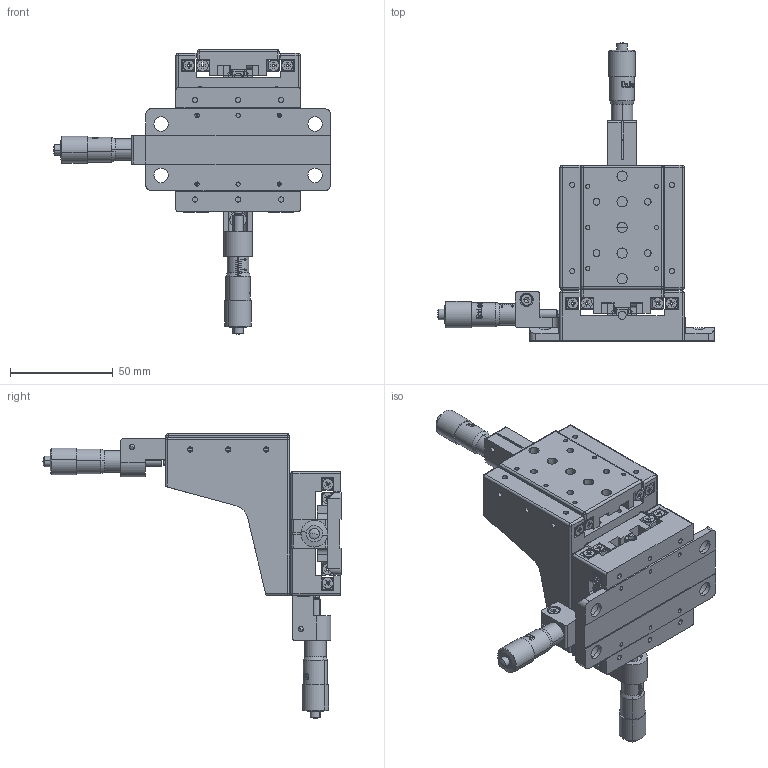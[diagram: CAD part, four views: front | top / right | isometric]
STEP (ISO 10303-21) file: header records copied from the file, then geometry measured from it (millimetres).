
FILE_DESCRIPTION (( 'STEP AP214' ), '1' );
FILE_NAME ('06CTS-3LM.STEP', '2018-05-30T01:58:43', ( '' ), ( '' ), 'SwSTEP 2.0', 'SolidWorks 2016', '' );
FILE_SCHEMA (( 'AUTOMOTIVE_DESIGN' ));
Length unit declared in the file: millimetre
Products named in the file (1): 06CTS-3LM
Bounding box: 134.9 x 145.15 x 138.6 mm (x, y, z)
Surface area: 83895.5 mm2 (no closed solid volume)
Topology: 0 solids, 99 shells, 1281 faces, 5632 edges, 4349 vertices
Faces by surface type: plane 788, cylinder 346, cone 95, torus 24, sphere 17, bspline 11
Entity records: 83606 total; most frequent: CARTESIAN_POINT 26233, DIRECTION 8348, ORIENTED_EDGE 7951, EDGE_CURVE 5603, VERTEX_POINT 4349, LINE 2982, VECTOR 2982, AXIS2_PLACEMENT_3D 2683
